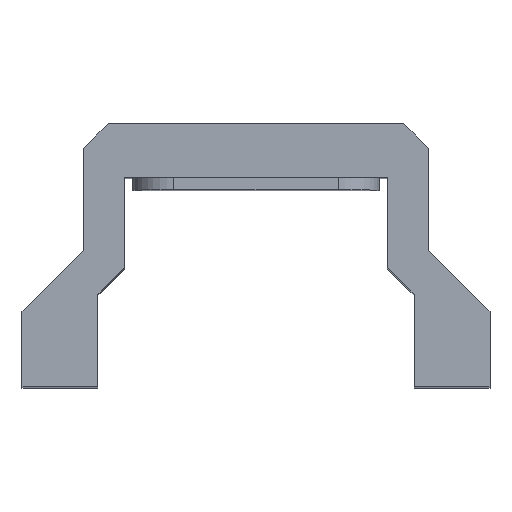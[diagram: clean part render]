
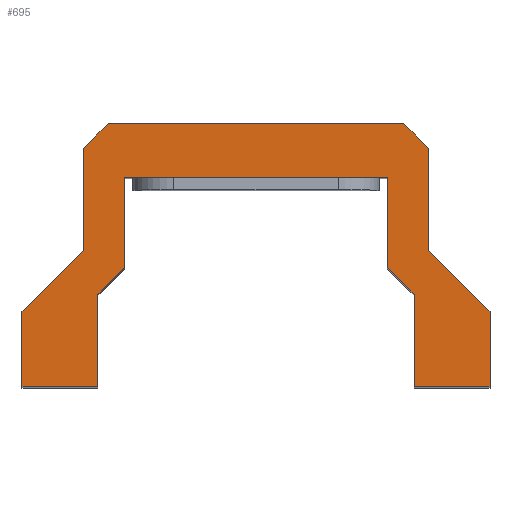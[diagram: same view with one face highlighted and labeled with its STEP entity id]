
A CAD part, top view. The second image highlights one B-rep face of the part: STEP entity #695.
In plain terms, the highlighted planar face has unit normal (0, 0, 1).
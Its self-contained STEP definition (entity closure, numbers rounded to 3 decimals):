
#56=ORIENTED_EDGE('',*,*,#244,.F.);
#57=ORIENTED_EDGE('',*,*,#245,.F.);
#58=ORIENTED_EDGE('',*,*,#246,.T.);
#59=ORIENTED_EDGE('',*,*,#247,.T.);
#60=ORIENTED_EDGE('',*,*,#248,.T.);
#61=ORIENTED_EDGE('',*,*,#249,.T.);
#62=ORIENTED_EDGE('',*,*,#250,.T.);
#63=ORIENTED_EDGE('',*,*,#251,.T.);
#64=ORIENTED_EDGE('',*,*,#252,.T.);
#65=ORIENTED_EDGE('',*,*,#253,.T.);
#66=ORIENTED_EDGE('',*,*,#254,.T.);
#67=ORIENTED_EDGE('',*,*,#255,.F.);
#68=ORIENTED_EDGE('',*,*,#256,.F.);
#69=ORIENTED_EDGE('',*,*,#257,.F.);
#70=ORIENTED_EDGE('',*,*,#258,.F.);
#71=ORIENTED_EDGE('',*,*,#259,.F.);
#72=ORIENTED_EDGE('',*,*,#260,.F.);
#73=ORIENTED_EDGE('',*,*,#261,.F.);
#244=EDGE_CURVE('',#338,#339,#406,.T.);
#245=EDGE_CURVE('',#340,#338,#407,.T.);
#246=EDGE_CURVE('',#340,#341,#408,.T.);
#247=EDGE_CURVE('',#341,#342,#409,.T.);
#248=EDGE_CURVE('',#342,#343,#410,.T.);
#249=EDGE_CURVE('',#343,#344,#411,.T.);
#250=EDGE_CURVE('',#344,#345,#412,.T.);
#251=EDGE_CURVE('',#345,#346,#413,.T.);
#252=EDGE_CURVE('',#346,#347,#414,.T.);
#253=EDGE_CURVE('',#347,#348,#415,.T.);
#254=EDGE_CURVE('',#348,#349,#416,.T.);
#255=EDGE_CURVE('',#350,#349,#417,.T.);
#256=EDGE_CURVE('',#351,#350,#418,.T.);
#257=EDGE_CURVE('',#352,#351,#419,.T.);
#258=EDGE_CURVE('',#353,#352,#420,.T.);
#259=EDGE_CURVE('',#354,#353,#421,.T.);
#260=EDGE_CURVE('',#355,#354,#422,.T.);
#261=EDGE_CURVE('',#339,#355,#423,.T.);
#338=VERTEX_POINT('',#1003);
#339=VERTEX_POINT('',#1004);
#340=VERTEX_POINT('',#1006);
#341=VERTEX_POINT('',#1008);
#342=VERTEX_POINT('',#1010);
#343=VERTEX_POINT('',#1012);
#344=VERTEX_POINT('',#1014);
#345=VERTEX_POINT('',#1016);
#346=VERTEX_POINT('',#1018);
#347=VERTEX_POINT('',#1020);
#348=VERTEX_POINT('',#1022);
#349=VERTEX_POINT('',#1024);
#350=VERTEX_POINT('',#1026);
#351=VERTEX_POINT('',#1028);
#352=VERTEX_POINT('',#1030);
#353=VERTEX_POINT('',#1032);
#354=VERTEX_POINT('',#1034);
#355=VERTEX_POINT('',#1036);
#406=LINE('',#1002,#476);
#407=LINE('',#1005,#477);
#408=LINE('',#1007,#478);
#409=LINE('',#1009,#479);
#410=LINE('',#1011,#480);
#411=LINE('',#1013,#481);
#412=LINE('',#1015,#482);
#413=LINE('',#1017,#483);
#414=LINE('',#1019,#484);
#415=LINE('',#1021,#485);
#416=LINE('',#1023,#486);
#417=LINE('',#1025,#487);
#418=LINE('',#1027,#488);
#419=LINE('',#1029,#489);
#420=LINE('',#1031,#490);
#421=LINE('',#1033,#491);
#422=LINE('',#1035,#492);
#423=LINE('',#1037,#493);
#476=VECTOR('',#810,1000.);
#477=VECTOR('',#811,1000.);
#478=VECTOR('',#812,1000.);
#479=VECTOR('',#813,1000.);
#480=VECTOR('',#814,1000.);
#481=VECTOR('',#815,1000.);
#482=VECTOR('',#816,1000.);
#483=VECTOR('',#817,1000.);
#484=VECTOR('',#818,1000.);
#485=VECTOR('',#819,1000.);
#486=VECTOR('',#820,1000.);
#487=VECTOR('',#821,1000.);
#488=VECTOR('',#822,1000.);
#489=VECTOR('',#823,1000.);
#490=VECTOR('',#824,1000.);
#491=VECTOR('',#825,1000.);
#492=VECTOR('',#826,1000.);
#493=VECTOR('',#827,1000.);
#546=EDGE_LOOP('',(#56,#57,#58,#59,#60,#61,#62,#63,#64,#65,#66,#67,#68,
#69,#70,#71,#72,#73));
#608=FACE_BOUND('',#546,.T.);
#670=PLANE('',#745);
#695=ADVANCED_FACE('',(#608),#670,.T.);
#745=AXIS2_PLACEMENT_3D('',#1001,#808,#809);
#808=DIRECTION('',(0.,0.,1.));
#809=DIRECTION('',(1.,0.,0.));
#810=DIRECTION('',(0.707,-0.707,0.));
#811=DIRECTION('',(1.,0.,0.));
#812=DIRECTION('',(-0.707,-0.707,0.));
#813=DIRECTION('',(0.,-1.,0.));
#814=DIRECTION('',(-0.707,-0.707,0.));
#815=DIRECTION('',(0.,-1.,0.));
#816=DIRECTION('',(1.,0.,0.));
#817=DIRECTION('',(0.,1.,0.));
#818=DIRECTION('',(0.707,0.707,0.));
#819=DIRECTION('',(0.,1.,0.));
#820=DIRECTION('',(1.,0.,0.));
#821=DIRECTION('',(0.,1.,0.));
#822=DIRECTION('',(-0.707,0.707,0.));
#823=DIRECTION('',(0.,1.,0.));
#824=DIRECTION('',(-1.,0.,0.));
#825=DIRECTION('',(0.,-1.,0.));
#826=DIRECTION('',(0.707,-0.707,0.));
#827=DIRECTION('',(0.,-1.,0.));
#1001=CARTESIAN_POINT('',(16.372,-13.38,65.));
#1002=CARTESIAN_POINT('',(18.,0.,65.));
#1003=CARTESIAN_POINT('',(18.,0.,65.));
#1004=CARTESIAN_POINT('',(21.,-3.,65.));
#1005=CARTESIAN_POINT('',(-18.,0.,65.));
#1006=CARTESIAN_POINT('',(-18.,0.,65.));
#1007=CARTESIAN_POINT('',(-18.,0.,65.));
#1008=CARTESIAN_POINT('',(-21.,-3.,65.));
#1009=CARTESIAN_POINT('',(-21.,-3.,65.));
#1010=CARTESIAN_POINT('',(-21.,-15.429,65.));
#1011=CARTESIAN_POINT('',(-21.,-15.429,65.));
#1012=CARTESIAN_POINT('',(-28.5,-22.929,65.));
#1013=CARTESIAN_POINT('',(-28.5,-22.929,65.));
#1014=CARTESIAN_POINT('',(-28.5,-32.,65.));
#1015=CARTESIAN_POINT('',(-28.5,-32.,65.));
#1016=CARTESIAN_POINT('',(-19.25,-32.,65.));
#1017=CARTESIAN_POINT('',(-19.25,-32.,65.));
#1018=CARTESIAN_POINT('',(-19.25,-20.75,65.));
#1019=CARTESIAN_POINT('',(-19.25,-20.75,65.));
#1020=CARTESIAN_POINT('',(-16.,-17.5,65.));
#1021=CARTESIAN_POINT('',(-16.,-17.5,65.));
#1022=CARTESIAN_POINT('',(-16.,-6.5,65.));
#1023=CARTESIAN_POINT('',(-16.,-6.5,65.));
#1024=CARTESIAN_POINT('',(16.,-6.5,65.));
#1025=CARTESIAN_POINT('',(16.,-17.5,65.));
#1026=CARTESIAN_POINT('',(16.,-17.5,65.));
#1027=CARTESIAN_POINT('',(19.25,-20.75,65.));
#1028=CARTESIAN_POINT('',(19.25,-20.75,65.));
#1029=CARTESIAN_POINT('',(19.25,-32.,65.));
#1030=CARTESIAN_POINT('',(19.25,-32.,65.));
#1031=CARTESIAN_POINT('',(28.5,-32.,65.));
#1032=CARTESIAN_POINT('',(28.5,-32.,65.));
#1033=CARTESIAN_POINT('',(28.5,-22.929,65.));
#1034=CARTESIAN_POINT('',(28.5,-22.929,65.));
#1035=CARTESIAN_POINT('',(21.,-15.429,65.));
#1036=CARTESIAN_POINT('',(21.,-15.429,65.));
#1037=CARTESIAN_POINT('',(21.,-3.,65.));
